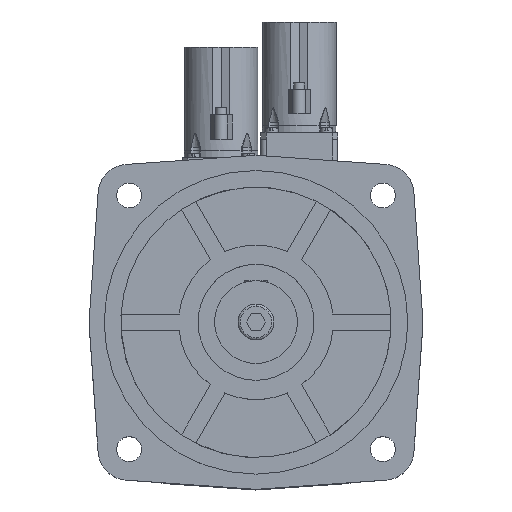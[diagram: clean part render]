
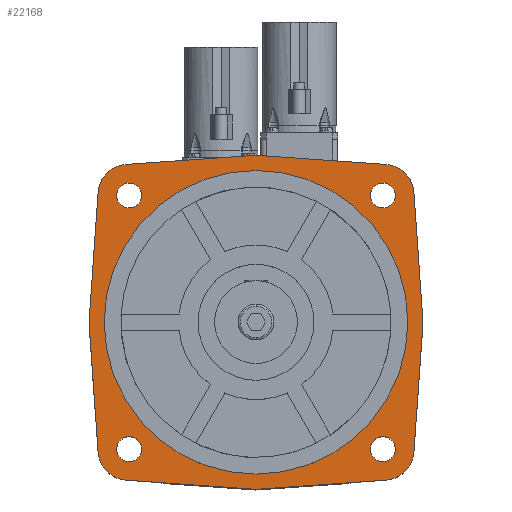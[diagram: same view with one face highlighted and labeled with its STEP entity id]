
A CAD part, top view. The second image highlights one B-rep face of the part: STEP entity #22168.
In plain terms, the highlighted planar face has unit normal (0, 0, 1).
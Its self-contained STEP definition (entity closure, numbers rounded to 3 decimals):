
#446=CARTESIAN_POINT('',(-46.24,46.24,0.));
#447=DIRECTION('',(0.,0.,1.));
#448=DIRECTION('',(-0.07,0.998,0.));
#449=AXIS2_PLACEMENT_3D('',#446,#447,#448);
#451=DIRECTION('',(-0.998,-0.07,0.));
#452=VECTOR('',#451,47.122);
#453=CARTESIAN_POINT('',(0.,60.5,0.));
#454=LINE('',#453,#452);
#455=DIRECTION('',(-0.998,0.07,0.));
#456=VECTOR('',#455,47.122);
#457=CARTESIAN_POINT('',(47.007,57.213,0.));
#458=LINE('',#457,#456);
#459=CARTESIAN_POINT('',(46.24,46.24,0.));
#460=DIRECTION('',(0.,0.,1.));
#461=DIRECTION('',(0.998,0.07,0.));
#462=AXIS2_PLACEMENT_3D('',#459,#460,#461);
#464=DIRECTION('',(-0.07,0.998,0.));
#465=VECTOR('',#464,47.122);
#466=CARTESIAN_POINT('',(60.5,0.,0.));
#467=LINE('',#466,#465);
#468=DIRECTION('',(0.07,0.998,0.));
#469=VECTOR('',#468,47.122);
#470=CARTESIAN_POINT('',(57.213,-47.007,0.));
#471=LINE('',#470,#469);
#472=CARTESIAN_POINT('',(46.24,-46.24,0.));
#473=DIRECTION('',(0.,0.,1.));
#474=DIRECTION('',(0.07,-0.998,0.));
#475=AXIS2_PLACEMENT_3D('',#472,#473,#474);
#477=DIRECTION('',(0.998,0.07,0.));
#478=VECTOR('',#477,47.122);
#479=CARTESIAN_POINT('',(0.,-60.5,0.));
#480=LINE('',#479,#478);
#481=DIRECTION('',(0.998,-0.07,0.));
#482=VECTOR('',#481,47.122);
#483=CARTESIAN_POINT('',(-47.007,-57.213,0.));
#484=LINE('',#483,#482);
#485=CARTESIAN_POINT('',(-46.24,-46.24,0.));
#486=DIRECTION('',(0.,0.,1.));
#487=DIRECTION('',(-0.998,-0.07,0.));
#488=AXIS2_PLACEMENT_3D('',#485,#486,#487);
#490=DIRECTION('',(0.07,-0.998,0.));
#491=VECTOR('',#490,47.122);
#492=CARTESIAN_POINT('',(-60.5,0.,0.));
#493=LINE('',#492,#491);
#494=DIRECTION('',(-0.07,-0.998,0.));
#495=VECTOR('',#494,47.122);
#496=CARTESIAN_POINT('',(-57.213,47.007,0.));
#497=LINE('',#496,#495);
#498=CARTESIAN_POINT('',(0.,0.,0.));
#499=DIRECTION('',(0.,0.,1.));
#500=DIRECTION('',(1.,0.,0.));
#501=AXIS2_PLACEMENT_3D('',#498,#499,#500);
#503=CARTESIAN_POINT('',(0.,0.,0.));
#504=DIRECTION('',(0.,0.,1.));
#505=DIRECTION('',(-1.,0.,0.));
#506=AXIS2_PLACEMENT_3D('',#503,#504,#505);
#508=CARTESIAN_POINT('',(45.962,45.962,0.));
#509=DIRECTION('',(0.,0.,1.));
#510=DIRECTION('',(0.707,0.707,0.));
#511=AXIS2_PLACEMENT_3D('',#508,#509,#510);
#513=CARTESIAN_POINT('',(45.962,45.962,0.));
#514=DIRECTION('',(0.,0.,1.));
#515=DIRECTION('',(-0.707,-0.707,0.));
#516=AXIS2_PLACEMENT_3D('',#513,#514,#515);
#518=CARTESIAN_POINT('',(-45.962,45.962,0.));
#519=DIRECTION('',(0.,0.,1.));
#520=DIRECTION('',(-0.707,0.707,0.));
#521=AXIS2_PLACEMENT_3D('',#518,#519,#520);
#523=CARTESIAN_POINT('',(-45.962,45.962,0.));
#524=DIRECTION('',(0.,0.,1.));
#525=DIRECTION('',(0.707,-0.707,0.));
#526=AXIS2_PLACEMENT_3D('',#523,#524,#525);
#528=CARTESIAN_POINT('',(-45.962,-45.962,0.));
#529=DIRECTION('',(0.,0.,1.));
#530=DIRECTION('',(-0.707,-0.707,0.));
#531=AXIS2_PLACEMENT_3D('',#528,#529,#530);
#533=CARTESIAN_POINT('',(-45.962,-45.962,0.));
#534=DIRECTION('',(0.,0.,1.));
#535=DIRECTION('',(0.707,0.707,0.));
#536=AXIS2_PLACEMENT_3D('',#533,#534,#535);
#538=CARTESIAN_POINT('',(45.962,-45.962,0.));
#539=DIRECTION('',(0.,0.,1.));
#540=DIRECTION('',(0.707,-0.707,0.));
#541=AXIS2_PLACEMENT_3D('',#538,#539,#540);
#543=CARTESIAN_POINT('',(45.962,-45.962,0.));
#544=DIRECTION('',(0.,0.,1.));
#545=DIRECTION('',(-0.707,0.707,0.));
#546=AXIS2_PLACEMENT_3D('',#543,#544,#545);
#18462=CARTESIAN_POINT('',(-47.007,57.213,0.));
#18463=CARTESIAN_POINT('',(-57.213,47.007,0.));
#18464=VERTEX_POINT('',#18462);
#18465=VERTEX_POINT('',#18463);
#18466=CARTESIAN_POINT('',(-60.5,0.,0.));
#18467=VERTEX_POINT('',#18466);
#18468=CARTESIAN_POINT('',(-57.213,-47.007,0.));
#18469=VERTEX_POINT('',#18468);
#18470=CARTESIAN_POINT('',(-47.007,-57.213,0.));
#18471=VERTEX_POINT('',#18470);
#18472=CARTESIAN_POINT('',(0.,-60.5,0.));
#18473=VERTEX_POINT('',#18472);
#18474=CARTESIAN_POINT('',(47.007,-57.213,0.));
#18475=VERTEX_POINT('',#18474);
#18476=CARTESIAN_POINT('',(57.213,-47.007,0.));
#18477=VERTEX_POINT('',#18476);
#18478=CARTESIAN_POINT('',(60.5,0.,0.));
#18479=VERTEX_POINT('',#18478);
#18480=CARTESIAN_POINT('',(57.213,47.007,0.));
#18481=VERTEX_POINT('',#18480);
#18482=CARTESIAN_POINT('',(47.007,57.213,0.));
#18483=VERTEX_POINT('',#18482);
#18484=CARTESIAN_POINT('',(0.,60.5,0.));
#18485=VERTEX_POINT('',#18484);
#18690=CARTESIAN_POINT('',(55.,0.,0.));
#18691=CARTESIAN_POINT('',(-55.,0.,0.));
#18692=VERTEX_POINT('',#18690);
#18693=VERTEX_POINT('',#18691);
#18698=CARTESIAN_POINT('',(49.144,49.144,0.));
#18699=CARTESIAN_POINT('',(42.78,42.78,0.));
#18700=VERTEX_POINT('',#18698);
#18701=VERTEX_POINT('',#18699);
#18706=CARTESIAN_POINT('',(-49.144,49.144,0.));
#18707=CARTESIAN_POINT('',(-42.78,42.78,0.));
#18708=VERTEX_POINT('',#18706);
#18709=VERTEX_POINT('',#18707);
#18714=CARTESIAN_POINT('',(-49.144,-49.144,0.));
#18715=CARTESIAN_POINT('',(-42.78,-42.78,0.));
#18716=VERTEX_POINT('',#18714);
#18717=VERTEX_POINT('',#18715);
#18722=CARTESIAN_POINT('',(49.144,-49.144,0.));
#18723=CARTESIAN_POINT('',(42.78,-42.78,0.));
#18724=VERTEX_POINT('',#18722);
#18725=VERTEX_POINT('',#18723);
#22119=CARTESIAN_POINT('',(-60.5,0.,0.));
#22120=DIRECTION('',(0.,0.,1.));
#22121=DIRECTION('',(1.,0.,0.));
#22122=AXIS2_PLACEMENT_3D('',#22119,#22120,#22121);
#22123=PLANE('',#22122);
#22124=ORIENTED_EDGE('',*,*,#21959,.F.);
#22125=ORIENTED_EDGE('',*,*,#21974,.F.);
#22126=ORIENTED_EDGE('',*,*,#21988,.F.);
#22127=ORIENTED_EDGE('',*,*,#22002,.F.);
#22128=ORIENTED_EDGE('',*,*,#22016,.F.);
#22129=ORIENTED_EDGE('',*,*,#22030,.F.);
#22130=ORIENTED_EDGE('',*,*,#22044,.F.);
#22131=ORIENTED_EDGE('',*,*,#22058,.F.);
#22132=ORIENTED_EDGE('',*,*,#22072,.F.);
#22133=ORIENTED_EDGE('',*,*,#22086,.F.);
#22134=ORIENTED_EDGE('',*,*,#22100,.F.);
#22135=ORIENTED_EDGE('',*,*,#22113,.F.);
#22136=EDGE_LOOP('',(#22124,#22125,#22126,#22127,#22128,#22129,#22130,#22131,
#22132,#22133,#22134,#22135));
#22137=FACE_OUTER_BOUND('',#22136,.F.);
#22139=ORIENTED_EDGE('',*,*,#22138,.T.);
#22141=ORIENTED_EDGE('',*,*,#22140,.T.);
#22142=EDGE_LOOP('',(#22139,#22141));
#22143=FACE_BOUND('',#22142,.F.);
#22145=ORIENTED_EDGE('',*,*,#22144,.T.);
#22147=ORIENTED_EDGE('',*,*,#22146,.T.);
#22148=EDGE_LOOP('',(#22145,#22147));
#22149=FACE_BOUND('',#22148,.F.);
#22151=ORIENTED_EDGE('',*,*,#22150,.T.);
#22153=ORIENTED_EDGE('',*,*,#22152,.T.);
#22154=EDGE_LOOP('',(#22151,#22153));
#22155=FACE_BOUND('',#22154,.F.);
#22157=ORIENTED_EDGE('',*,*,#22156,.T.);
#22159=ORIENTED_EDGE('',*,*,#22158,.T.);
#22160=EDGE_LOOP('',(#22157,#22159));
#22161=FACE_BOUND('',#22160,.F.);
#22163=ORIENTED_EDGE('',*,*,#22162,.T.);
#22165=ORIENTED_EDGE('',*,*,#22164,.T.);
#22166=EDGE_LOOP('',(#22163,#22165));
#22167=FACE_BOUND('',#22166,.F.);
#22168=ADVANCED_FACE('',(#22137,#22143,#22149,#22155,#22161,#22167),#22123,.T.);
#450=CIRCLE('',#449,11.);
#463=CIRCLE('',#462,11.);
#476=CIRCLE('',#475,11.);
#489=CIRCLE('',#488,11.);
#502=CIRCLE('',#501,55.);
#507=CIRCLE('',#506,55.);
#512=CIRCLE('',#511,4.5);
#517=CIRCLE('',#516,4.5);
#522=CIRCLE('',#521,4.5);
#527=CIRCLE('',#526,4.5);
#532=CIRCLE('',#531,4.5);
#537=CIRCLE('',#536,4.5);
#542=CIRCLE('',#541,4.5);
#547=CIRCLE('',#546,4.5);
#21959=EDGE_CURVE('',#18464,#18465,#450,.T.);
#21974=EDGE_CURVE('',#18485,#18464,#454,.T.);
#21988=EDGE_CURVE('',#18483,#18485,#458,.T.);
#22002=EDGE_CURVE('',#18481,#18483,#463,.T.);
#22016=EDGE_CURVE('',#18479,#18481,#467,.T.);
#22030=EDGE_CURVE('',#18477,#18479,#471,.T.);
#22044=EDGE_CURVE('',#18475,#18477,#476,.T.);
#22058=EDGE_CURVE('',#18473,#18475,#480,.T.);
#22072=EDGE_CURVE('',#18471,#18473,#484,.T.);
#22086=EDGE_CURVE('',#18469,#18471,#489,.T.);
#22100=EDGE_CURVE('',#18467,#18469,#493,.T.);
#22113=EDGE_CURVE('',#18465,#18467,#497,.T.);
#22138=EDGE_CURVE('',#18692,#18693,#502,.T.);
#22140=EDGE_CURVE('',#18693,#18692,#507,.T.);
#22144=EDGE_CURVE('',#18700,#18701,#512,.T.);
#22146=EDGE_CURVE('',#18701,#18700,#517,.T.);
#22150=EDGE_CURVE('',#18708,#18709,#522,.T.);
#22152=EDGE_CURVE('',#18709,#18708,#527,.T.);
#22156=EDGE_CURVE('',#18716,#18717,#532,.T.);
#22158=EDGE_CURVE('',#18717,#18716,#537,.T.);
#22162=EDGE_CURVE('',#18724,#18725,#542,.T.);
#22164=EDGE_CURVE('',#18725,#18724,#547,.T.);
